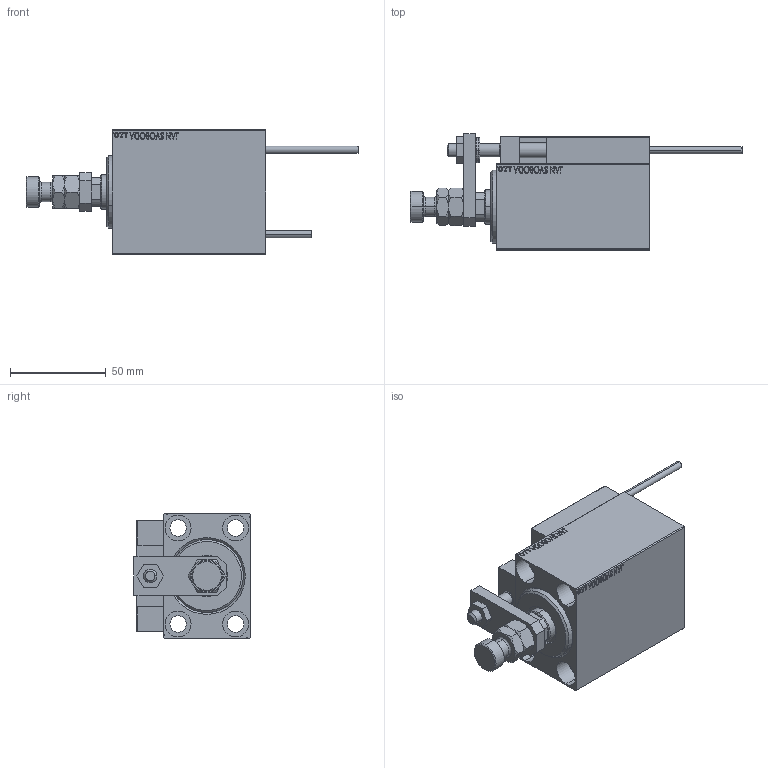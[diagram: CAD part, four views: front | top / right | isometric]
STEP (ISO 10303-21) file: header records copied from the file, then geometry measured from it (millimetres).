
FILE_DESCRIPTION (( 'STEP AP203' ), '1' );
FILE_NAME ('4e68.STEP', '2024-02-12T07:20:50', ( '' ), ( '' ), 'SwSTEP 2.0', 'SolidWorks 2019', '' );
FILE_SCHEMA (( 'CONFIG_CONTROL_DESIGN' ));
Length unit declared in the file: millimetre
Products named in the file (16): SWITCH DIM B,W 066ccfdbcc38175d3a4398180c8efd5f; ALLEN BOLT D5 066ccfdbcc38175d3a4398180c8efd5f; TYC_L79 066ccfdbcc38175d3a4398180c8efd5f; V450CM_C_Body 066ccfdbcc38175d3a4398180c8efd5f; MAGNET 066ccfdbcc38175d3a4398180c8efd5f; Block 066ccfdbcc38175d3a4398180c8efd5f; V450CM_VC_B 066ccfdbcc38175d3a4398180c8efd5f; SWITCH X 066ccfdbcc38175d3a4398180c8efd5f; 4e68; ZARAZKA 066ccfdbcc38175d3a4398180c8efd5f; X_Y_MFA 066ccfdbcc38175d3a4398180c8efd5f; NUT_D12 066ccfdbcc38175d3a4398180c8efd5f; KONCOVKA 066ccfdbcc38175d3a4398180c8efd5f; ALLEN BOLT D8 066ccfdbcc38175d3a4398180c8efd5f; V450CM_C_VCP 066ccfdbcc38175d3a4398180c8efd5f; SWITCH_X_FRONT_BACK 066ccfdbcc38175d3a4398180c8efd5f
Assembly tree (25 placements, depth 3):
  4e68
    V450CM_C_Body 066ccfdbcc38175d3a4398180c8efd5f
    SWITCH X 066ccfdbcc38175d3a4398180c8efd5f
      SWITCH_X_FRONT_BACK 066ccfdbcc38175d3a4398180c8efd5f  x2
      TYC_L79 066ccfdbcc38175d3a4398180c8efd5f
      Block 066ccfdbcc38175d3a4398180c8efd5f  x2
      ALLEN BOLT D5 066ccfdbcc38175d3a4398180c8efd5f  x4
      ALLEN BOLT D8 066ccfdbcc38175d3a4398180c8efd5f  x4
      MAGNET 066ccfdbcc38175d3a4398180c8efd5f  x2
      KONCOVKA 066ccfdbcc38175d3a4398180c8efd5f  x2
    NUT_D12 066ccfdbcc38175d3a4398180c8efd5f
    SWITCH DIM B,W 066ccfdbcc38175d3a4398180c8efd5f
    ZARAZKA 066ccfdbcc38175d3a4398180c8efd5f
    V450CM_C_VCP 066ccfdbcc38175d3a4398180c8efd5f
    V450CM_VC_B 066ccfdbcc38175d3a4398180c8efd5f
    X_Y_MFA 066ccfdbcc38175d3a4398180c8efd5f
Bounding box: 173 x 60.5 x 65 mm (x, y, z)
Volume: 253650.2 mm3; surface area: 76113.5 mm2
Topology: 24 solids, 24 shells, 1334 faces, 3176 edges, 2021 vertices
Faces by surface type: plane 576, bspline 380, cylinder 192, cone 134, torus 48, sphere 4
Entity records: 51946 total; most frequent: CARTESIAN_POINT 26553, ORIENTED_EDGE 5372, DIRECTION 3662, EDGE_CURVE 2686, VERTEX_POINT 1745, VECTOR 1506, LINE 1506, EDGE_LOOP 1247
